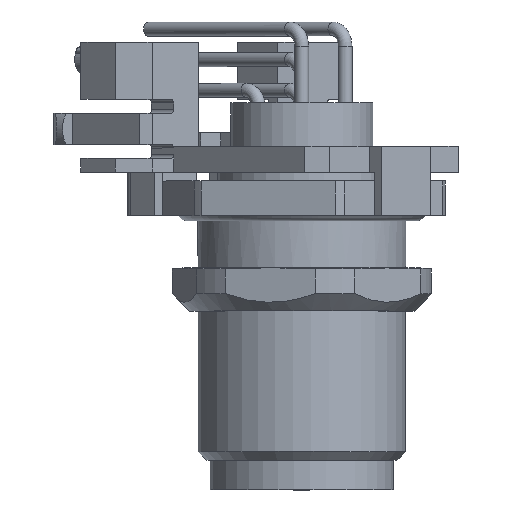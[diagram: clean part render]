
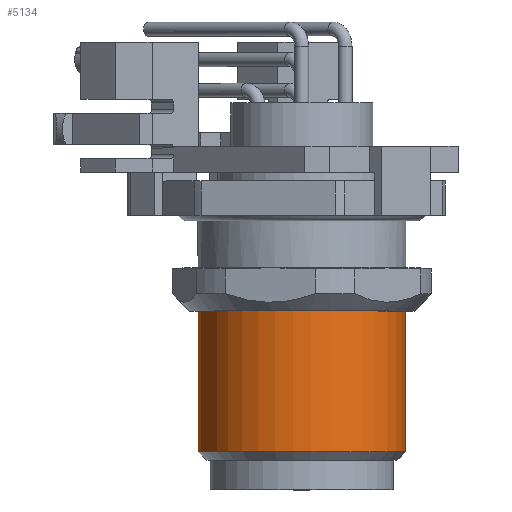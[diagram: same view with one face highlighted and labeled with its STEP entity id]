
A CAD part, top view. The second image highlights one B-rep face of the part: STEP entity #5134.
In plain terms, the highlighted cylindrical face has radius 6 mm (diameter 12 mm), a full revolution.
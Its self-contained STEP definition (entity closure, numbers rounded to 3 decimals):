
#1030=FACE_BOUND('',#1882,.T.);
#1577=FACE_OUTER_BOUND('',#1881,.T.);
#1881=EDGE_LOOP('',(#3781));
#1882=EDGE_LOOP('',(#3782));
#2177=CIRCLE('',#5393,6.);
#2206=CIRCLE('',#5445,6.);
#2404=VERTEX_POINT('',#7109);
#2451=VERTEX_POINT('',#7262);
#2896=EDGE_CURVE('',#2404,#2404,#2177,.T.);
#2955=EDGE_CURVE('',#2451,#2451,#2206,.T.);
#3781=ORIENTED_EDGE('',*,*,#2955,.F.);
#3782=ORIENTED_EDGE('',*,*,#2896,.F.);
#5042=CYLINDRICAL_SURFACE('',#5467,6.);
#5134=ADVANCED_FACE('',(#1577,#1030),#5042,.T.);
#5393=AXIS2_PLACEMENT_3D('',#7110,#5810,#5811);
#5445=AXIS2_PLACEMENT_3D('',#7263,#5932,#5933);
#5467=AXIS2_PLACEMENT_3D('',#7351,#5994,#5995);
#5810=DIRECTION('center_axis',(0.,1.,0.));
#5811=DIRECTION('ref_axis',(0.259,0.,0.966));
#5932=DIRECTION('center_axis',(0.,-1.,0.));
#5933=DIRECTION('ref_axis',(-0.259,0.,-0.966));
#5994=DIRECTION('center_axis',(0.,-1.,0.));
#5995=DIRECTION('ref_axis',(0.259,0.,0.966));
#7109=CARTESIAN_POINT('',(-1.553,13.5,-5.796));
#7110=CARTESIAN_POINT('Origin',(0.,13.5,0.));
#7262=CARTESIAN_POINT('',(1.553,5.4,5.796));
#7263=CARTESIAN_POINT('Origin',(0.,5.4,0.));
#7351=CARTESIAN_POINT('Origin',(0.,11.95,0.));
